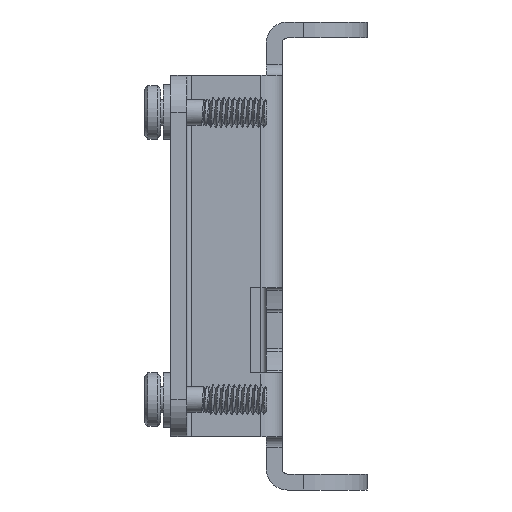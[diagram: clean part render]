
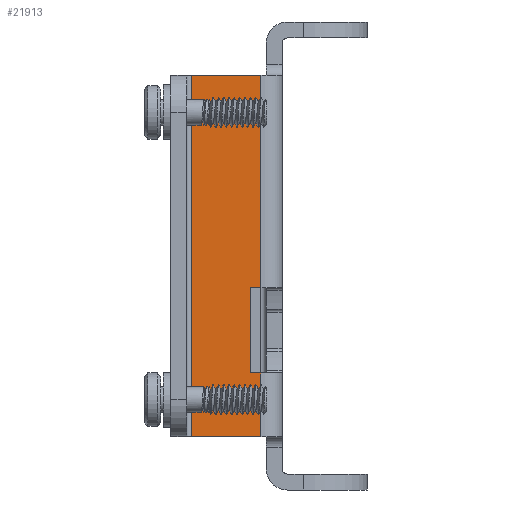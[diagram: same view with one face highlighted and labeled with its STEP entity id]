
A CAD part, left-side view. The second image highlights one B-rep face of the part: STEP entity #21913.
In plain terms, the highlighted planar face has unit normal (-1, 0, 0).
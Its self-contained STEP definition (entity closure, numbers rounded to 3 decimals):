
#6408=DIRECTION('',(0.,0.,-1.));
#6409=VECTOR('',#6408,6.);
#6410=CARTESIAN_POINT('',(7.,10.,-35.454));
#6411=LINE('',#6410,#6409);
#6412=DIRECTION('',(0.,1.,0.));
#6413=VECTOR('',#6412,6.5);
#6414=CARTESIAN_POINT('',(7.,10.,-41.454));
#6415=LINE('',#6414,#6413);
#6416=DIRECTION('',(0.,0.,1.));
#6417=VECTOR('',#6416,34.);
#6418=CARTESIAN_POINT('',(7.,16.5,-41.454));
#6419=LINE('',#6418,#6417);
#6420=DIRECTION('',(0.,-1.,0.));
#6421=VECTOR('',#6420,6.5);
#6422=CARTESIAN_POINT('',(7.,16.5,-7.454));
#6423=LINE('',#6422,#6421);
#6424=DIRECTION('',(0.,0.,1.));
#6425=VECTOR('',#6424,20.);
#6426=CARTESIAN_POINT('',(7.,10.,-27.454));
#6427=LINE('',#6426,#6425);
#6454=DIRECTION('',(0.,-1.,0.));
#6455=VECTOR('',#6454,1.);
#6456=CARTESIAN_POINT('',(7.,11.,-27.454));
#6457=LINE('',#6456,#6455);
#6642=DIRECTION('',(0.,0.,1.));
#6643=VECTOR('',#6642,8.);
#6644=CARTESIAN_POINT('',(7.,11.,-35.454));
#6645=LINE('',#6644,#6643);
#6651=DIRECTION('',(0.,1.,0.));
#6652=VECTOR('',#6651,1.);
#6653=CARTESIAN_POINT('',(7.,10.,-35.454));
#6654=LINE('',#6653,#6652);
#11090=CARTESIAN_POINT('',(7.,10.,-7.454));
#11091=VERTEX_POINT('',#11090);
#11092=CARTESIAN_POINT('',(7.,16.5,-7.454));
#11093=VERTEX_POINT('',#11092);
#12185=CARTESIAN_POINT('',(7.,10.,-35.454));
#12186=CARTESIAN_POINT('',(7.,10.,-41.454));
#12187=VERTEX_POINT('',#12185);
#12188=VERTEX_POINT('',#12186);
#12195=CARTESIAN_POINT('',(7.,16.5,-41.454));
#12196=VERTEX_POINT('',#12195);
#12205=CARTESIAN_POINT('',(7.,11.,-27.454));
#12206=CARTESIAN_POINT('',(7.,10.,-27.454));
#12207=VERTEX_POINT('',#12205);
#12208=VERTEX_POINT('',#12206);
#12209=CARTESIAN_POINT('',(7.,11.,-35.454));
#12210=VERTEX_POINT('',#12209);
#21894=CARTESIAN_POINT('',(7.,13.25,-24.454));
#21895=DIRECTION('',(1.,0.,0.));
#21896=DIRECTION('',(0.,0.,1.));
#21897=AXIS2_PLACEMENT_3D('',#21894,#21895,#21896);
#21898=PLANE('',#21897);
#21900=ORIENTED_EDGE('',*,*,#21899,.F.);
#21902=ORIENTED_EDGE('',*,*,#21901,.F.);
#21904=ORIENTED_EDGE('',*,*,#21903,.F.);
#21906=ORIENTED_EDGE('',*,*,#21905,.F.);
#21907=ORIENTED_EDGE('',*,*,#21779,.T.);
#21908=ORIENTED_EDGE('',*,*,#21800,.T.);
#21909=ORIENTED_EDGE('',*,*,#21888,.T.);
#21910=ORIENTED_EDGE('',*,*,#13340,.T.);
#21911=EDGE_LOOP('',(#21900,#21902,#21904,#21906,#21907,#21908,#21909,#21910));
#21912=FACE_OUTER_BOUND('',#21911,.F.);
#13340=EDGE_CURVE('',#11093,#11091,#6423,.T.);
#21779=EDGE_CURVE('',#12187,#12188,#6411,.T.);
#21800=EDGE_CURVE('',#12188,#12196,#6415,.T.);
#21888=EDGE_CURVE('',#12196,#11093,#6419,.T.);
#21899=EDGE_CURVE('',#12208,#11091,#6427,.T.);
#21901=EDGE_CURVE('',#12207,#12208,#6457,.T.);
#21903=EDGE_CURVE('',#12210,#12207,#6645,.T.);
#21905=EDGE_CURVE('',#12187,#12210,#6654,.T.);
#21913=ADVANCED_FACE('',(#21912),#21898,.F.);
